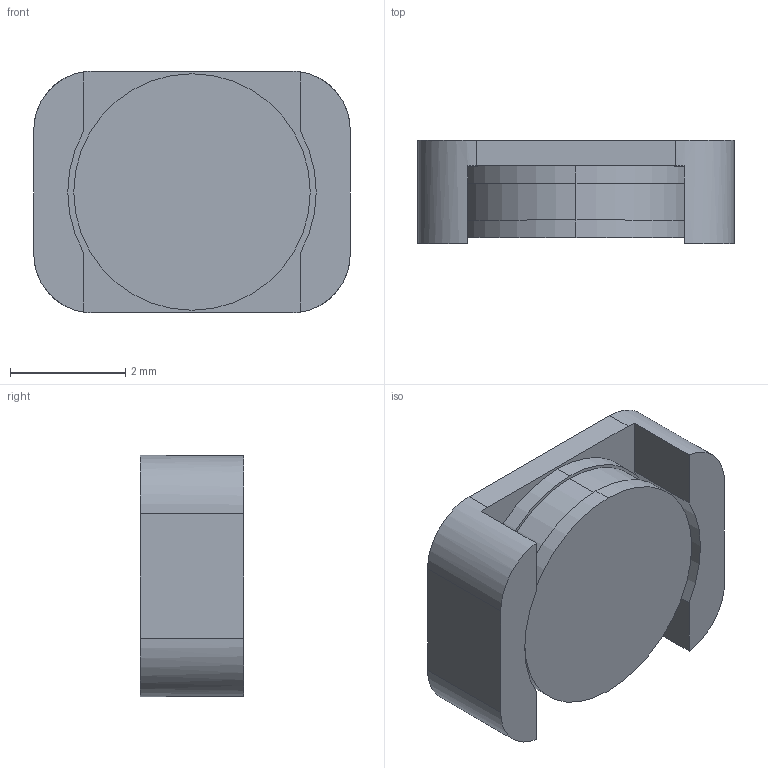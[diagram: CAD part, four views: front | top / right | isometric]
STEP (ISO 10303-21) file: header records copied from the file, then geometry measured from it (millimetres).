
FILE_DESCRIPTION (( 'STEP AP214' ), '1' );
FILE_NAME ('Coilcraft-DO1605T.STEP', '2019-01-24T13:06:48', ( '' ), ( '' ), 'SwSTEP 2.0', 'SolidWorks 2018', '' );
FILE_SCHEMA (( 'AUTOMOTIVE_DESIGN' ));
Length unit declared in the file: millimetre
Products named in the file (1): Coilcraft-DO1605T
Bounding box: 5.5 x 1.8 x 4.2 mm (x, y, z)
Volume: 33.6 mm3; surface area: 94.8 mm2
Topology: 1 solids, 1 shells, 78 faces, 202 edges, 134 vertices
Faces by surface type: plane 57, cylinder 12, bspline 9
Entity records: 3304 total; most frequent: CARTESIAN_POINT 532, ORIENTED_EDGE 404, DIRECTION 352, EDGE_CURVE 202, LINE 156, VECTOR 156, VERTEX_POINT 134, AXIS2_PLACEMENT_3D 98
